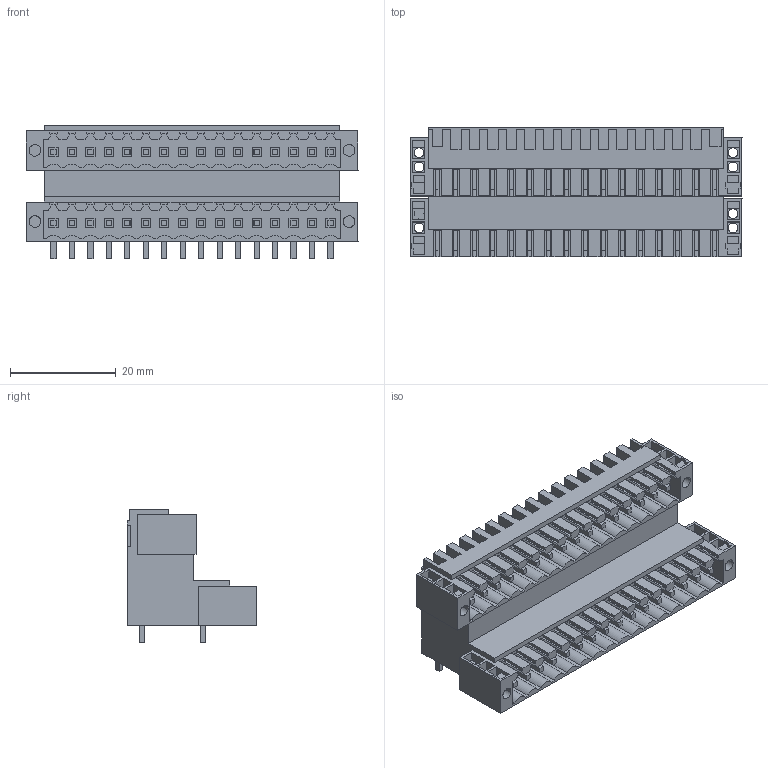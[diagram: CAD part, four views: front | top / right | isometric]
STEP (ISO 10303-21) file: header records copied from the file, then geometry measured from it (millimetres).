
FILE_DESCRIPTION(('CATIA V5 STEP Exchange','CAx-IF Rec.Pracs.--- Model Styling and Organization---1.4--- 2014-01-23'),'2;1');
FILE_NAME ('D1454192_2_1642440000_1642440000.stp','2022-07-28T10:46:22+00:00',('none'),('Weidmueller'),'CATIA Version 5-6 Release 2016 SP3 HF44','CATIA V5 STEP AP214','none');
FILE_SCHEMA(('AUTOMOTIVE_DESIGN { 1 0 10303 214 1 1 1 1 }'));
Products named in the file (1): 1642440000
Bounding box: 62.9 x 24.55 x 25.2 mm (x, y, z)
Volume: 13517.5 mm3; surface area: 17484.4 mm2
Topology: 33 solids, 33 shells, 1877 faces, 5141 edges, 3382 vertices
Faces by surface type: plane 1682, cylinder 195
Entity records: 53315 total; most frequent: ORIENTED_EDGE 10222, CARTESIAN_POINT 10074, DIRECTION 6667, EDGE_CURVE 5111, VECTOR 4708, LINE 4708, VERTEX_POINT 3367, EDGE_LOOP 2044
